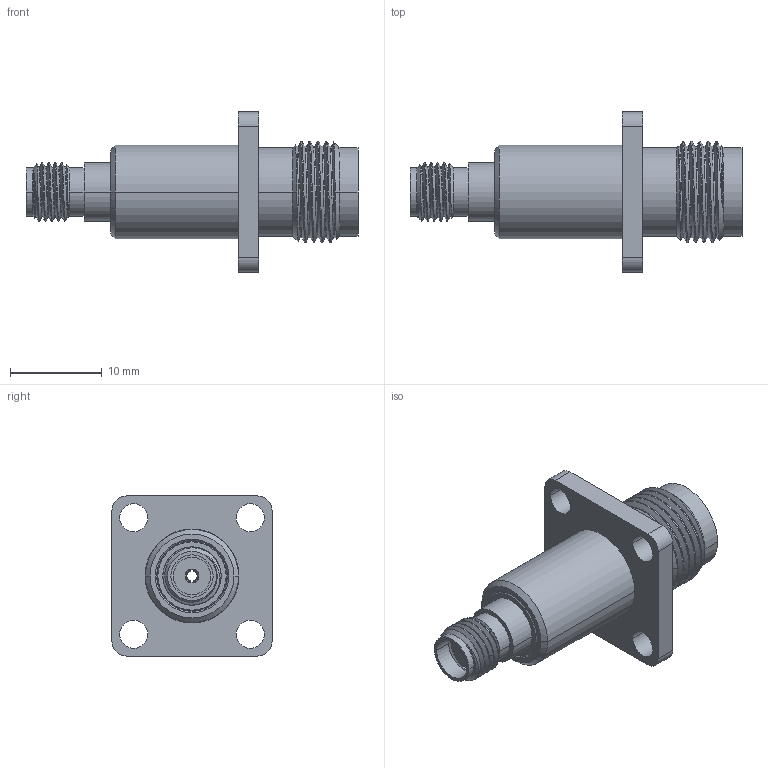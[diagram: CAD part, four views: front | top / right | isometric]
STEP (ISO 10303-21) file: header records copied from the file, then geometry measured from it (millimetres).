
FILE_DESCRIPTION((''),'2;1');
FILE_NAME('901-280','2013-12-05T',('Mohan'),(''),'PRO/ENGINEER BY PARAMETRIC TECHNOLOGY CORPORATION, 2010100','PRO/ENGINEER BY PARAMETRIC TECHNOLOGY CORPORATION, 2010100','');
FILE_SCHEMA(('CONFIG_CONTROL_DESIGN'));
Length unit declared in the file: millimetre
Products named in the file (1): 901-280
Bounding box: 36.2 x 17.45 x 17.45 mm (x, y, z)
Surface area: 2268.9 mm2 (no closed solid volume)
Topology: 0 solids, 12 shells, 107 faces, 287 edges, 198 vertices
Faces by surface type: cylinder 46, cone 24, plane 22, bspline 15
Entity records: 7541 total; most frequent: CARTESIAN_POINT 4909, DIRECTION 517, ORIENTED_EDGE 516, EDGE_CURVE 287, AXIS2_PLACEMENT_3D 210, VERTEX_POINT 198, EDGE_LOOP 127, CIRCLE 118
